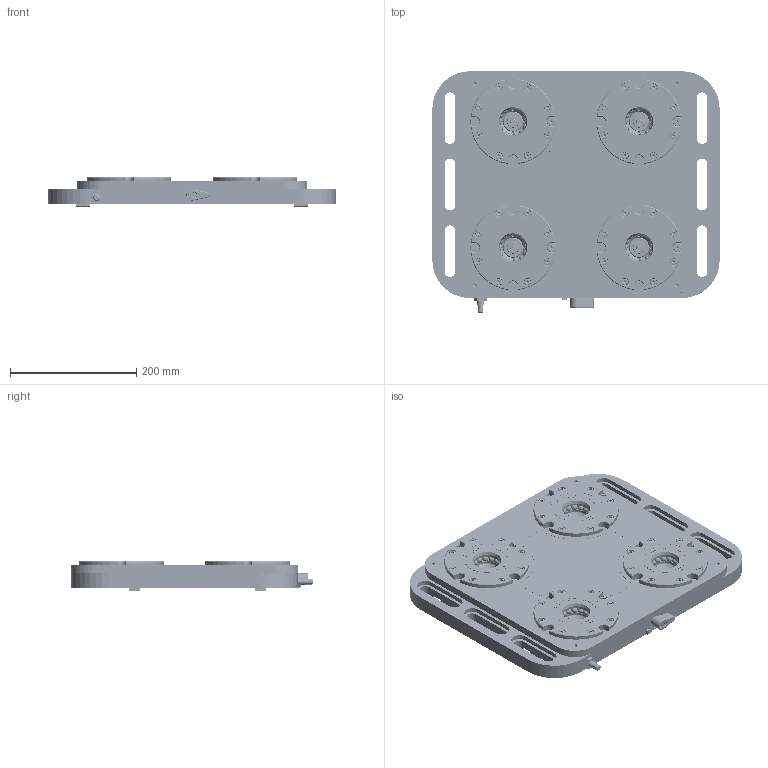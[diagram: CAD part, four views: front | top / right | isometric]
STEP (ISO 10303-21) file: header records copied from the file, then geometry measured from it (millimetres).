
FILE_DESCRIPTION(/* description */ (''),/* implementation_level */ '2;1');
FILE_NAME(/* name */ 'BASE_4H_200-2016-01-00-17.stp',/* time_stamp */ '2018-02-05T10:26:44+01:00',/* author */ ('PC'),/* organization */ (''),/* preprocessor_version */ 'ST-DEVELOPER v16.13',/* originating_system */ 'Autodesk Inventor 2018',/* authorisation */ '');
FILE_SCHEMA (('AUTOMOTIVE_DESIGN { 1 0 10303 214 3 1 1 }'));
Products named in the file (1): Součást5
Bounding box: 456 x 383.4 x 48 mm (x, y, z)
Volume: 3844226.6 mm3; surface area: 659775.7 mm2
Topology: 1 solids, 124 shells, 8009 faces, 21167 edges, 13847 vertices
Faces by surface type: plane 4017, bspline 2076, cylinder 1070, cone 546, sphere 169, torus 131
Full cylindrical faces by diameter (mm): 2 x26, 2.9 x1, 3 x16, 3.242 x5, 4.134 x26, 4.917 x14, 5 x9, 5.3 x4, 6 x77, 6.4 x32, 6.5 x1, 6.8 x15, 7.8 x8, 8 x1, 8.376 x8, 8.5 x11, 9 x6, 9.7 x11, 9.8 x8, 10 x58, 10.4 x8, 11 x45, 12 x2, 14 x1, 14.5 x1, 15 x4, 15.5 x2, 19 x4, 25 x1, 40.7 x4
Entity records: 275502 total; most frequent: CARTESIAN_POINT 90360, ORIENTED_EDGE 39694, DIRECTION 29508, EDGE_CURVE 19827, VERTEX_POINT 13408, LINE 11152, VECTOR 11152, EDGE_LOOP 9669
